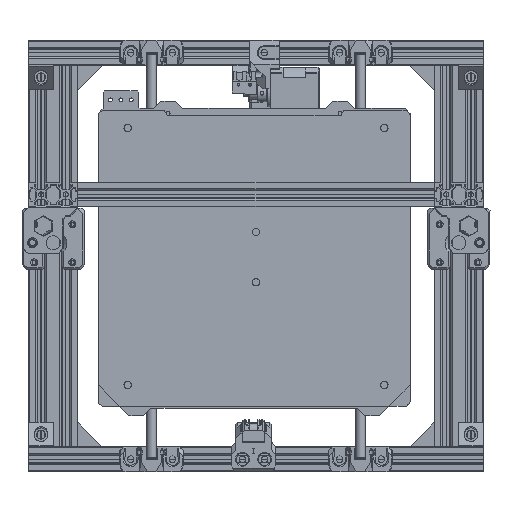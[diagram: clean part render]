
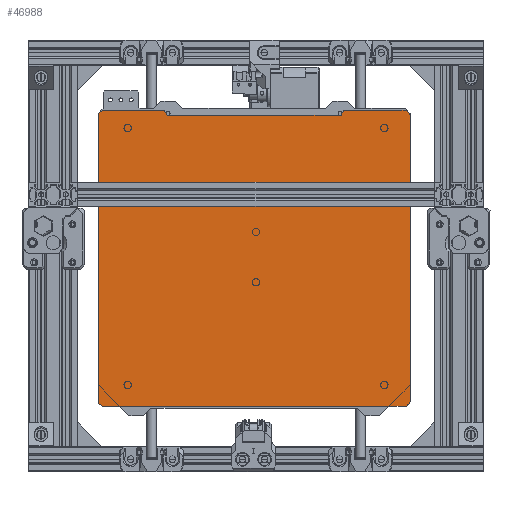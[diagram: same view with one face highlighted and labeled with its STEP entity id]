
A CAD part, top view. The second image highlights one B-rep face of the part: STEP entity #46988.
In plain terms, the highlighted planar face has unit normal (0, 0, 1).
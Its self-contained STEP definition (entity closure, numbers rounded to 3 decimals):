
#1735=PLANE('',#50258);
#3917=FACE_OUTER_BOUND('',#6621,.T.);
#6621=EDGE_LOOP('',(#35414,#35415,#35416,#35417,#35418,#35419,#35420,#35421,
#35422,#35423,#35424,#35425,#35426,#35427,#35428,#35429));
#10125=LINE('',#69519,#15689);
#10129=LINE('',#69531,#15693);
#10133=LINE('',#69543,#15697);
#10137=LINE('',#69555,#15701);
#10141=LINE('',#69567,#15705);
#10145=LINE('',#69579,#15709);
#10149=LINE('',#69591,#15713);
#10153=LINE('',#69603,#15717);
#15689=VECTOR('',#56153,10.);
#15693=VECTOR('',#56165,10.);
#15697=VECTOR('',#56177,10.);
#15701=VECTOR('',#56189,10.);
#15705=VECTOR('',#56201,10.);
#15709=VECTOR('',#56213,10.);
#15713=VECTOR('',#56225,10.);
#15717=VECTOR('',#56237,10.);
#20160=CIRCLE('',#50229,1.5);
#20162=CIRCLE('',#50233,1.5);
#20164=CIRCLE('',#50237,2.);
#20166=CIRCLE('',#50241,5.);
#20168=CIRCLE('',#50245,5.);
#20170=CIRCLE('',#50249,5.);
#20172=CIRCLE('',#50253,5.);
#20174=CIRCLE('',#50257,2.);
#21914=VERTEX_POINT('',#69516);
#21915=VERTEX_POINT('',#69518);
#21917=VERTEX_POINT('',#69524);
#21919=VERTEX_POINT('',#69530);
#21921=VERTEX_POINT('',#69536);
#21923=VERTEX_POINT('',#69542);
#21925=VERTEX_POINT('',#69548);
#21927=VERTEX_POINT('',#69554);
#21929=VERTEX_POINT('',#69560);
#21931=VERTEX_POINT('',#69566);
#21933=VERTEX_POINT('',#69572);
#21935=VERTEX_POINT('',#69578);
#21937=VERTEX_POINT('',#69584);
#21939=VERTEX_POINT('',#69590);
#21941=VERTEX_POINT('',#69596);
#21943=VERTEX_POINT('',#69602);
#26903=EDGE_CURVE('',#21915,#21914,#10125,.T.);
#26906=EDGE_CURVE('',#21917,#21915,#20160,.T.);
#26909=EDGE_CURVE('',#21919,#21917,#10129,.T.);
#26912=EDGE_CURVE('',#21921,#21919,#20162,.T.);
#26915=EDGE_CURVE('',#21923,#21921,#10133,.T.);
#26918=EDGE_CURVE('',#21925,#21923,#20164,.T.);
#26921=EDGE_CURVE('',#21927,#21925,#10137,.T.);
#26924=EDGE_CURVE('',#21929,#21927,#20166,.T.);
#26927=EDGE_CURVE('',#21931,#21929,#10141,.T.);
#26930=EDGE_CURVE('',#21933,#21931,#20168,.T.);
#26933=EDGE_CURVE('',#21935,#21933,#10145,.T.);
#26936=EDGE_CURVE('',#21937,#21935,#20170,.T.);
#26939=EDGE_CURVE('',#21939,#21937,#10149,.T.);
#26942=EDGE_CURVE('',#21941,#21939,#20172,.T.);
#26945=EDGE_CURVE('',#21943,#21941,#10153,.T.);
#26948=EDGE_CURVE('',#21914,#21943,#20174,.T.);
#35414=ORIENTED_EDGE('',*,*,#26948,.T.);
#35415=ORIENTED_EDGE('',*,*,#26945,.T.);
#35416=ORIENTED_EDGE('',*,*,#26942,.T.);
#35417=ORIENTED_EDGE('',*,*,#26939,.T.);
#35418=ORIENTED_EDGE('',*,*,#26936,.T.);
#35419=ORIENTED_EDGE('',*,*,#26933,.T.);
#35420=ORIENTED_EDGE('',*,*,#26930,.T.);
#35421=ORIENTED_EDGE('',*,*,#26927,.T.);
#35422=ORIENTED_EDGE('',*,*,#26924,.T.);
#35423=ORIENTED_EDGE('',*,*,#26921,.T.);
#35424=ORIENTED_EDGE('',*,*,#26918,.T.);
#35425=ORIENTED_EDGE('',*,*,#26915,.T.);
#35426=ORIENTED_EDGE('',*,*,#26912,.T.);
#35427=ORIENTED_EDGE('',*,*,#26909,.T.);
#35428=ORIENTED_EDGE('',*,*,#26906,.T.);
#35429=ORIENTED_EDGE('',*,*,#26903,.T.);
#46988=ADVANCED_FACE('',(#3917),#1735,.T.);
#50229=AXIS2_PLACEMENT_3D('',#69525,#56159,#56160);
#50233=AXIS2_PLACEMENT_3D('',#69537,#56171,#56172);
#50237=AXIS2_PLACEMENT_3D('',#69549,#56183,#56184);
#50241=AXIS2_PLACEMENT_3D('',#69561,#56195,#56196);
#50245=AXIS2_PLACEMENT_3D('',#69573,#56207,#56208);
#50249=AXIS2_PLACEMENT_3D('',#69585,#56219,#56220);
#50253=AXIS2_PLACEMENT_3D('',#69597,#56231,#56232);
#50257=AXIS2_PLACEMENT_3D('',#69607,#56243,#56244);
#50258=AXIS2_PLACEMENT_3D('',#69608,#56245,#56246);
#56153=DIRECTION('',(-0.5,0.866,0.));
#56159=DIRECTION('center_axis',(0.,0.,-1.));
#56160=DIRECTION('ref_axis',(1.,0.,0.));
#56165=DIRECTION('',(-1.,0.,0.));
#56171=DIRECTION('center_axis',(0.,0.,-1.));
#56172=DIRECTION('ref_axis',(1.,0.,0.));
#56177=DIRECTION('',(-0.5,-0.866,0.));
#56183=DIRECTION('center_axis',(0.,0.,1.));
#56184=DIRECTION('ref_axis',(0.,1.,0.));
#56189=DIRECTION('',(-1.,0.,0.));
#56195=DIRECTION('center_axis',(0.,0.,1.));
#56196=DIRECTION('ref_axis',(1.,0.,0.));
#56201=DIRECTION('',(0.,1.,0.));
#56207=DIRECTION('center_axis',(0.,0.,1.));
#56208=DIRECTION('ref_axis',(0.,-1.,0.));
#56213=DIRECTION('',(1.,0.,0.));
#56219=DIRECTION('center_axis',(0.,0.,1.));
#56220=DIRECTION('ref_axis',(-1.,0.,0.));
#56225=DIRECTION('',(0.,-1.,0.));
#56231=DIRECTION('center_axis',(0.,0.,1.));
#56232=DIRECTION('ref_axis',(0.,1.,0.));
#56237=DIRECTION('',(-1.,0.,0.));
#56243=DIRECTION('center_axis',(0.,0.,1.));
#56244=DIRECTION('ref_axis',(0.866,0.5,0.));
#56245=DIRECTION('center_axis',(0.,0.,1.));
#56246=DIRECTION('ref_axis',(1.,0.,0.));
#69516=CARTESIAN_POINT('',(54.402,240.,1.));
#69518=CARTESIAN_POINT('',(55.701,237.75,1.));
#69519=CARTESIAN_POINT('',(54.402,240.,1.));
#69524=CARTESIAN_POINT('',(57.,237.,1.));
#69525=CARTESIAN_POINT('Origin',(57.,238.5,1.));
#69530=CARTESIAN_POINT('',(197.,237.,1.));
#69531=CARTESIAN_POINT('',(57.,237.,1.));
#69536=CARTESIAN_POINT('',(198.299,237.75,1.));
#69537=CARTESIAN_POINT('Origin',(197.,238.5,1.));
#69542=CARTESIAN_POINT('',(199.598,240.,1.));
#69543=CARTESIAN_POINT('',(199.598,240.,1.));
#69548=CARTESIAN_POINT('',(201.33,241.,1.));
#69549=CARTESIAN_POINT('Origin',(201.33,239.,1.));
#69554=CARTESIAN_POINT('',(249.,241.,1.));
#69555=CARTESIAN_POINT('',(249.,241.,1.));
#69560=CARTESIAN_POINT('',(254.,236.,1.));
#69561=CARTESIAN_POINT('Origin',(249.,236.,1.));
#69566=CARTESIAN_POINT('',(254.,5.,1.));
#69567=CARTESIAN_POINT('',(254.,5.,1.));
#69572=CARTESIAN_POINT('',(249.,0.,1.));
#69573=CARTESIAN_POINT('Origin',(249.,5.,1.));
#69578=CARTESIAN_POINT('',(5.,0.,1.));
#69579=CARTESIAN_POINT('',(5.,0.,1.));
#69584=CARTESIAN_POINT('',(0.,5.,1.));
#69585=CARTESIAN_POINT('Origin',(5.,5.,1.));
#69590=CARTESIAN_POINT('',(0.,236.,1.));
#69591=CARTESIAN_POINT('',(0.,236.,1.));
#69596=CARTESIAN_POINT('',(5.,241.,1.));
#69597=CARTESIAN_POINT('Origin',(5.,236.,1.));
#69602=CARTESIAN_POINT('',(52.67,241.,1.));
#69603=CARTESIAN_POINT('',(249.,241.,1.));
#69607=CARTESIAN_POINT('Origin',(52.67,239.,1.));
#69608=CARTESIAN_POINT('Origin',(127.,120.5,1.));
